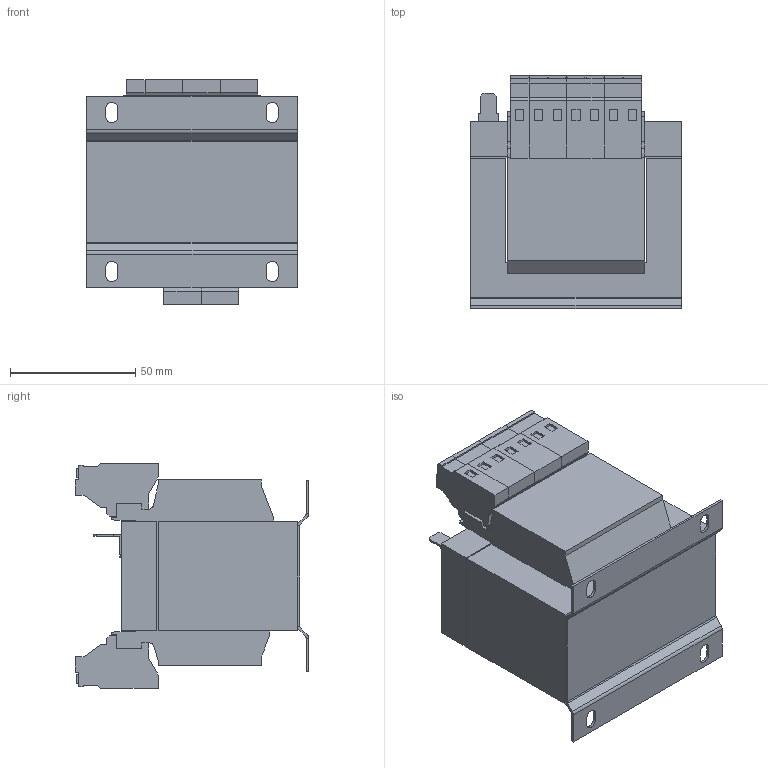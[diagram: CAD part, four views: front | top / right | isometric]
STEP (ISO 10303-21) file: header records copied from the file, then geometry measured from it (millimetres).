
FILE_DESCRIPTION (( 'STEP AP214' ), '1' );
FILE_NAME ('192002.STEP', '2020-06-22T12:02:54', ( '' ), ( '' ), 'SwSTEP 2.0', 'SolidWorks 2018', '' );
FILE_SCHEMA (( 'AUTOMOTIVE_DESIGN' ));
Length unit declared in the file: millimetre
Products named in the file (1): 192002
Bounding box: 84 x 93.05 x 89.7 mm (x, y, z)
Volume: 385807.6 mm3; surface area: 60847.1 mm2
Topology: 1 solids, 1 shells, 397 faces, 976 edges, 612 vertices
Faces by surface type: plane 353, cylinder 44
Entity records: 11450 total; most frequent: CARTESIAN_POINT 1986, ORIENTED_EDGE 1952, DIRECTION 1862, EDGE_CURVE 976, VECTOR 886, LINE 886, VERTEX_POINT 612, AXIS2_PLACEMENT_3D 488
